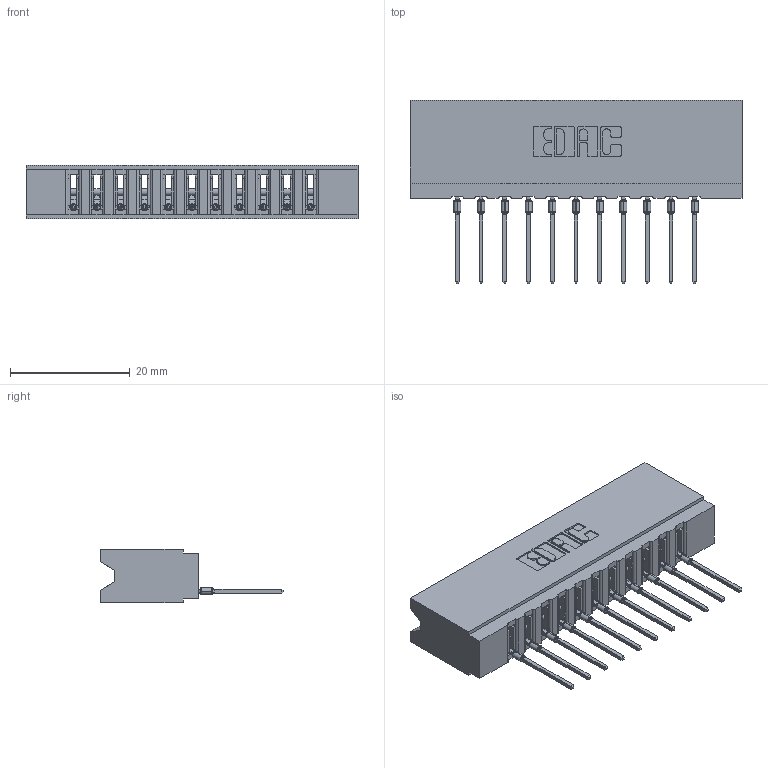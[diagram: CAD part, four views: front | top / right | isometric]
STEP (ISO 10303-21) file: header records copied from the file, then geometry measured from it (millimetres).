
FILE_DESCRIPTION (( 'STEP AP203' ), '1' );
FILE_NAME ('737-011-540-106.STEP', '2020-09-10T19:01:05', ( '' ), ( '' ), 'SwSTEP 2.0', 'SolidWorks 2020', '' );
FILE_SCHEMA (( 'CONFIG_CONTROL_DESIGN' ));
Length unit declared in the file: inch
Products named in the file (3): 737-011-540-106; 737 Part_Insulator Option - 06; 745-292-001_540
Assembly tree (12 placements, depth 2):
  737-011-540-106
    737 Part_Insulator Option - 06
    745-292-001_540  x11
Bounding box: 55.42 x 30.62 x 8.89 mm (x, y, z)
Volume: 5579.7 mm3; surface area: 7061.4 mm2
Topology: 12 solids, 12 shells, 1338 faces, 3678 edges, 2326 vertices
Faces by surface type: plane 803, cylinder 249, bspline 220, torus 66
Entity records: 22755 total; most frequent: CARTESIAN_POINT 4511, ORIENTED_EDGE 3896, DIRECTION 3406, EDGE_CURVE 1948, LINE 1700, VECTOR 1700, VERTEX_POINT 1246, AXIS2_PLACEMENT_3D 853
